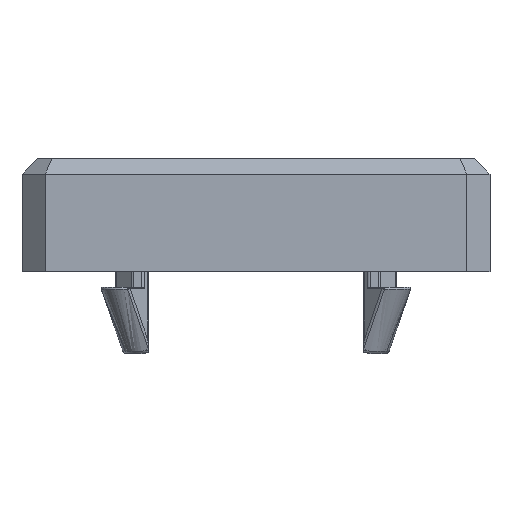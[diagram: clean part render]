
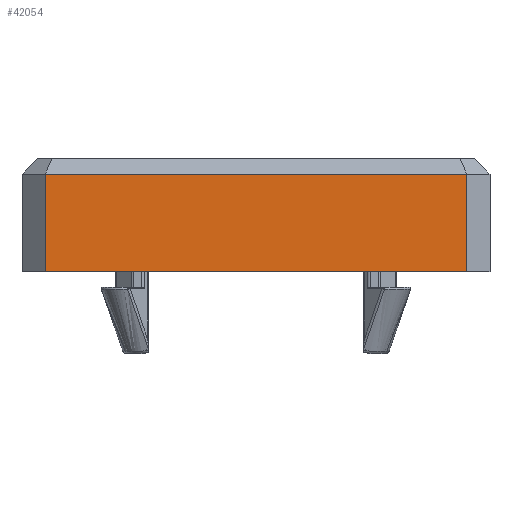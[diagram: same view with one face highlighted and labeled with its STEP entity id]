
A CAD part, left-side view. The second image highlights one B-rep face of the part: STEP entity #42054.
In plain terms, the highlighted planar face has unit normal (-1, 0, 0).
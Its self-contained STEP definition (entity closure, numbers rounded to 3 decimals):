
#29787=CARTESIAN_POINT('',(-74.,-27.,12.5));
#29788=VERTEX_POINT('',#29787);
#29797=CARTESIAN_POINT('',(-74.,-27.,0.0));
#29798=VERTEX_POINT('',#29797);
#29799=CARTESIAN_POINT('',(-74.,-27.,0.0));
#29800=DIRECTION('',(0.0,0.0,1.0));
#29801=VECTOR('',#29800,12.5);
#29802=LINE('',#29799,#29801);
#29803=EDGE_CURVE('',#29798,#29788,#29802,.T.);
#30945=CARTESIAN_POINT('',(-74.,27.,0.0));
#30946=VERTEX_POINT('',#30945);
#30971=CARTESIAN_POINT('',(-74.,27.,0.0));
#30972=DIRECTION('',(0.0,-1.0,0.0));
#30973=VECTOR('',#30972,54.0);
#30974=LINE('',#30971,#30973);
#30975=EDGE_CURVE('',#30946,#29798,#30974,.T.);
#42019=CARTESIAN_POINT('',(-74.,27.,12.5));
#42020=VERTEX_POINT('',#42019);
#42029=CARTESIAN_POINT('',(-74.,27.,0.0));
#42030=DIRECTION('',(0.0,0.0,1.0));
#42031=VECTOR('',#42030,12.5);
#42032=LINE('',#42029,#42031);
#42033=EDGE_CURVE('',#30946,#42020,#42032,.T.);
#42038=CARTESIAN_POINT('',(-74.,-27.,0.0));
#42039=DIRECTION('',(-1.0,0.0,0.0));
#42040=DIRECTION('',(0.0,0.0,1.0));
#42041=AXIS2_PLACEMENT_3D('',#42038,#42039,#42040);
#42042=PLANE('',#42041);
#42043=CARTESIAN_POINT('',(-74.,27.,12.5));
#42044=DIRECTION('',(0.0,-1.0,0.0));
#42045=VECTOR('',#42044,54.0);
#42046=LINE('',#42043,#42045);
#42047=EDGE_CURVE('',#42020,#29788,#42046,.T.);
#42048=ORIENTED_EDGE('',*,*,#42047,.F.);
#42049=ORIENTED_EDGE('',*,*,#42033,.F.);
#42050=ORIENTED_EDGE('',*,*,#30975,.T.);
#42051=ORIENTED_EDGE('',*,*,#29803,.T.);
#42052=EDGE_LOOP('',(#42048,#42049,#42050,#42051));
#42053=FACE_OUTER_BOUND('',#42052,.T.);
#42054=ADVANCED_FACE('',(#42053),#42042,.T.);
